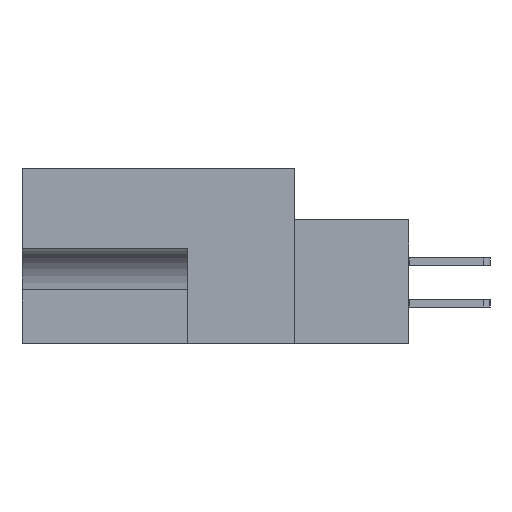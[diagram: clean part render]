
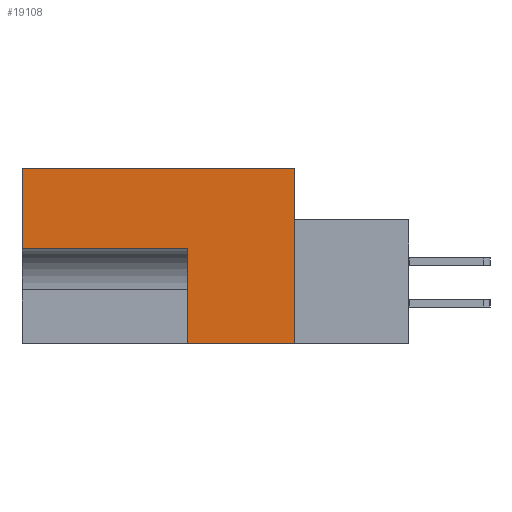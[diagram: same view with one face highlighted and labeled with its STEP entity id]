
A CAD part, left-side view. The second image highlights one B-rep face of the part: STEP entity #19108.
In plain terms, the highlighted planar face has unit normal (-1, 0, 0).
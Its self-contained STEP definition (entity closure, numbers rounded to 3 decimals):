
#774 = ORIENTED_EDGE ( 'NONE', *, *, #23755, .F. ) ;
#884 = FACE_OUTER_BOUND ( 'NONE', #10213, .T. ) ;
#1476 = DIRECTION ( 'NONE',  ( 0., 0., -1. ) ) ;
#1674 = ORIENTED_EDGE ( 'NONE', *, *, #18079, .F. ) ;
#2316 = VECTOR ( 'NONE', #16795, 1000. ) ;
#4510 = VECTOR ( 'NONE', #21388, 1000. ) ;
#4828 = CARTESIAN_POINT ( 'NONE',  ( 0., 8.255, -13.487 ) ) ;
#4914 = CARTESIAN_POINT ( 'NONE',  ( 0., 0., 0. ) ) ;
#5015 = VERTEX_POINT ( 'NONE', #6570 ) ;
#5209 = CARTESIAN_POINT ( 'NONE',  ( 0., 11.506, 0. ) ) ;
#5963 = DIRECTION ( 'NONE',  ( 0., 0., 1. ) ) ;
#6376 = LINE ( 'NONE', #17650, #24473 ) ;
#6462 = ORIENTED_EDGE ( 'NONE', *, *, #25444, .F. ) ;
#6570 = CARTESIAN_POINT ( 'NONE',  ( 0., 0., -13.487 ) ) ;
#7771 = EDGE_CURVE ( 'NONE', #23346, #11215, #26994, .T. ) ;
#8438 = VECTOR ( 'NONE', #5963, 1000. ) ;
#8497 = CARTESIAN_POINT ( 'NONE',  ( 0., 8.255, -13.487 ) ) ;
#8552 = VERTEX_POINT ( 'NONE', #4914 ) ;
#8672 = DIRECTION ( 'NONE',  ( 0., 1., 0. ) ) ;
#8843 = AXIS2_PLACEMENT_3D ( 'NONE', #19706, #20007, #1476 ) ;
#10213 = EDGE_LOOP ( 'NONE', ( #1674, #29196, #16602, #16234, #774, #6462 ) ) ;
#10604 = LINE ( 'NONE', #8497, #8438 ) ;
#11215 = VERTEX_POINT ( 'NONE', #13332 ) ;
#11784 = VECTOR ( 'NONE', #13160, 1000. ) ;
#13160 = DIRECTION ( 'NONE',  ( 0., 0., 1. ) ) ;
#13332 = CARTESIAN_POINT ( 'NONE',  ( 0., 20.955, 0. ) ) ;
#14047 = DIRECTION ( 'NONE',  ( 0., 1., 0. ) ) ;
#14371 = CARTESIAN_POINT ( 'NONE',  ( 0., 20.955, -6.172 ) ) ;
#16220 = VECTOR ( 'NONE', #14047, 1000. ) ;
#16234 = ORIENTED_EDGE ( 'NONE', *, *, #7771, .F. ) ;
#16602 = ORIENTED_EDGE ( 'NONE', *, *, #29697, .F. ) ;
#16795 = DIRECTION ( 'NONE',  ( 0., 0., -1. ) ) ;
#16823 = LINE ( 'NONE', #5209, #4510 ) ;
#17389 = PLANE ( 'NONE',  #8843 ) ;
#17541 = LINE ( 'NONE', #25899, #2316 ) ;
#17650 = CARTESIAN_POINT ( 'NONE',  ( 0., -8.814, -13.487 ) ) ;
#18079 = EDGE_CURVE ( 'NONE', #5015, #19443, #6376, .T. ) ;
#18770 = VERTEX_POINT ( 'NONE', #20832 ) ;
#18937 = EDGE_CURVE ( 'NONE', #8552, #5015, #17541, .T. ) ;
#19108 = ADVANCED_FACE ( 'NONE', ( #884 ), #17389, .F. ) ;
#19443 = VERTEX_POINT ( 'NONE', #4828 ) ;
#19706 = CARTESIAN_POINT ( 'NONE',  ( 0., 0., 0. ) ) ;
#20007 = DIRECTION ( 'NONE',  ( 1., 0., 0. ) ) ;
#20832 = CARTESIAN_POINT ( 'NONE',  ( 0., 8.255, -6.172 ) ) ;
#21388 = DIRECTION ( 'NONE',  ( 0., -1., 0. ) ) ;
#23346 = VERTEX_POINT ( 'NONE', #14371 ) ;
#23455 = LINE ( 'NONE', #27808, #16220 ) ;
#23755 = EDGE_CURVE ( 'NONE', #18770, #23346, #23455, .T. ) ;
#24473 = VECTOR ( 'NONE', #8672, 1000. ) ;
#25444 = EDGE_CURVE ( 'NONE', #19443, #18770, #10604, .T. ) ;
#25899 = CARTESIAN_POINT ( 'NONE',  ( 0., 0., 0. ) ) ;
#26994 = LINE ( 'NONE', #27417, #11784 ) ;
#27417 = CARTESIAN_POINT ( 'NONE',  ( 0., 20.955, -13.487 ) ) ;
#27808 = CARTESIAN_POINT ( 'NONE',  ( 0., 8.255, -6.172 ) ) ;
#29196 = ORIENTED_EDGE ( 'NONE', *, *, #18937, .F. ) ;
#29697 = EDGE_CURVE ( 'NONE', #11215, #8552, #16823, .T. ) ;
